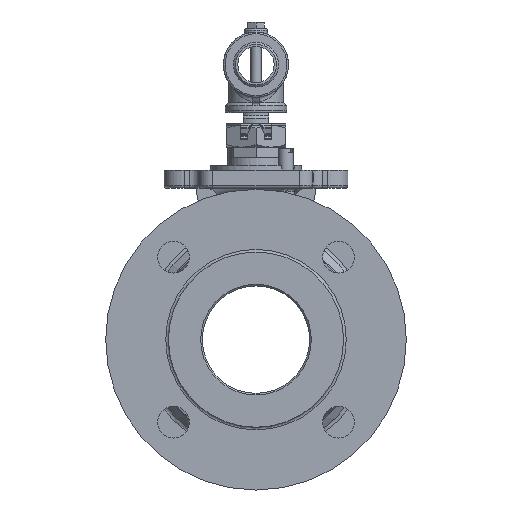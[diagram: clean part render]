
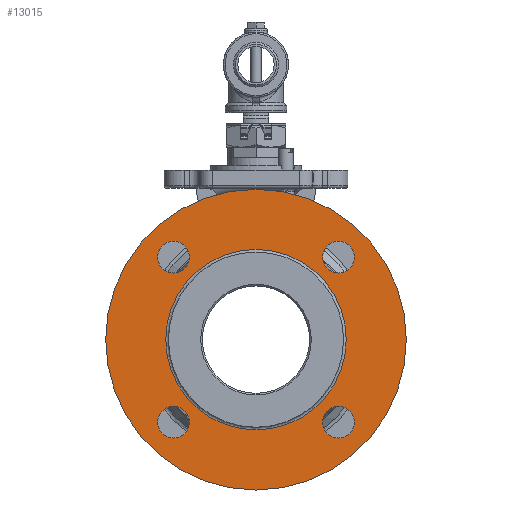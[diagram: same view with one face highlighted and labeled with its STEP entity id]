
A CAD part, left-side view. The second image highlights one B-rep face of the part: STEP entity #13015.
In plain terms, the highlighted planar face has unit normal (-1, 0, 0).
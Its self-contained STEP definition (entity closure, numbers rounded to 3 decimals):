
#369=FACE_BOUND('',#4232,.T.);
#370=FACE_BOUND('',#4233,.T.);
#371=FACE_BOUND('',#4234,.T.);
#372=FACE_BOUND('',#4235,.T.);
#373=FACE_BOUND('',#4236,.T.);
#2907=PLANE('',#14049);
#3401=FACE_OUTER_BOUND('',#4231,.T.);
#4231=EDGE_LOOP('',(#10265));
#4232=EDGE_LOOP('',(#10266));
#4233=EDGE_LOOP('',(#10267));
#4234=EDGE_LOOP('',(#10268));
#4235=EDGE_LOOP('',(#10269));
#4236=EDGE_LOOP('',(#10270));
#4788=CIRCLE('',#13520,9.5);
#4790=CIRCLE('',#13523,9.5);
#4792=CIRCLE('',#13526,9.5);
#4794=CIRCLE('',#13529,9.5);
#5060=CIRCLE('',#14004,90.);
#5061=CIRCLE('',#14006,54.);
#5753=VERTEX_POINT('',#17721);
#5755=VERTEX_POINT('',#17726);
#5757=VERTEX_POINT('',#17731);
#5759=VERTEX_POINT('',#17736);
#6224=VERTEX_POINT('',#21785);
#6225=VERTEX_POINT('',#21788);
#6972=EDGE_CURVE('',#5753,#5753,#4788,.T.);
#6974=EDGE_CURVE('',#5755,#5755,#4790,.T.);
#6976=EDGE_CURVE('',#5757,#5757,#4792,.T.);
#6978=EDGE_CURVE('',#5759,#5759,#4794,.T.);
#7684=EDGE_CURVE('',#6224,#6224,#5060,.T.);
#7685=EDGE_CURVE('',#6225,#6225,#5061,.T.);
#10265=ORIENTED_EDGE('',*,*,#7684,.F.);
#10266=ORIENTED_EDGE('',*,*,#6972,.T.);
#10267=ORIENTED_EDGE('',*,*,#6974,.T.);
#10268=ORIENTED_EDGE('',*,*,#6976,.T.);
#10269=ORIENTED_EDGE('',*,*,#6978,.T.);
#10270=ORIENTED_EDGE('',*,*,#7685,.F.);
#13015=ADVANCED_FACE('',(#3401,#369,#370,#371,#372,#373),#2907,.F.);
#13520=AXIS2_PLACEMENT_3D('',#17722,#14691,#14692);
#13523=AXIS2_PLACEMENT_3D('',#17727,#14697,#14698);
#13526=AXIS2_PLACEMENT_3D('',#17732,#14703,#14704);
#13529=AXIS2_PLACEMENT_3D('',#17737,#14709,#14710);
#14004=AXIS2_PLACEMENT_3D('',#21786,#15875,#15876);
#14006=AXIS2_PLACEMENT_3D('',#21789,#15879,#15880);
#14049=AXIS2_PLACEMENT_3D('',#21894,#15991,#15992);
#14691=DIRECTION('center_axis',(1.,0.,0.));
#14692=DIRECTION('ref_axis',(0.,1.,0.));
#14697=DIRECTION('center_axis',(1.,0.,0.));
#14698=DIRECTION('ref_axis',(0.,0.,-1.));
#14703=DIRECTION('center_axis',(1.,0.,0.));
#14704=DIRECTION('ref_axis',(0.,-1.,0.));
#14709=DIRECTION('center_axis',(1.,0.,0.));
#14710=DIRECTION('ref_axis',(0.,0.,1.));
#15875=DIRECTION('center_axis',(1.,0.,0.));
#15876=DIRECTION('ref_axis',(0.,0.,-1.));
#15879=DIRECTION('center_axis',(-1.,0.,0.));
#15880=DIRECTION('ref_axis',(0.,0.,-1.));
#15991=DIRECTION('center_axis',(1.,0.,0.));
#15992=DIRECTION('ref_axis',(0.,0.,-1.));
#17721=CARTESIAN_POINT('',(-75.35,58.891,49.391));
#17722=CARTESIAN_POINT('Origin',(-75.35,49.391,49.391));
#17726=CARTESIAN_POINT('',(-75.35,49.391,-58.891));
#17727=CARTESIAN_POINT('Origin',(-75.35,49.391,-49.391));
#17731=CARTESIAN_POINT('',(-75.35,-58.891,-49.391));
#17732=CARTESIAN_POINT('Origin',(-75.35,-49.391,-49.391));
#17736=CARTESIAN_POINT('',(-75.35,-49.391,58.891));
#17737=CARTESIAN_POINT('Origin',(-75.35,-49.391,49.391));
#21785=CARTESIAN_POINT('',(-75.35,0.,90.));
#21786=CARTESIAN_POINT('Origin',(-75.35,0.,0.));
#21788=CARTESIAN_POINT('',(-75.35,0.,54.));
#21789=CARTESIAN_POINT('Origin',(-75.35,0.,0.));
#21894=CARTESIAN_POINT('Origin',(-75.35,0.,0.));
